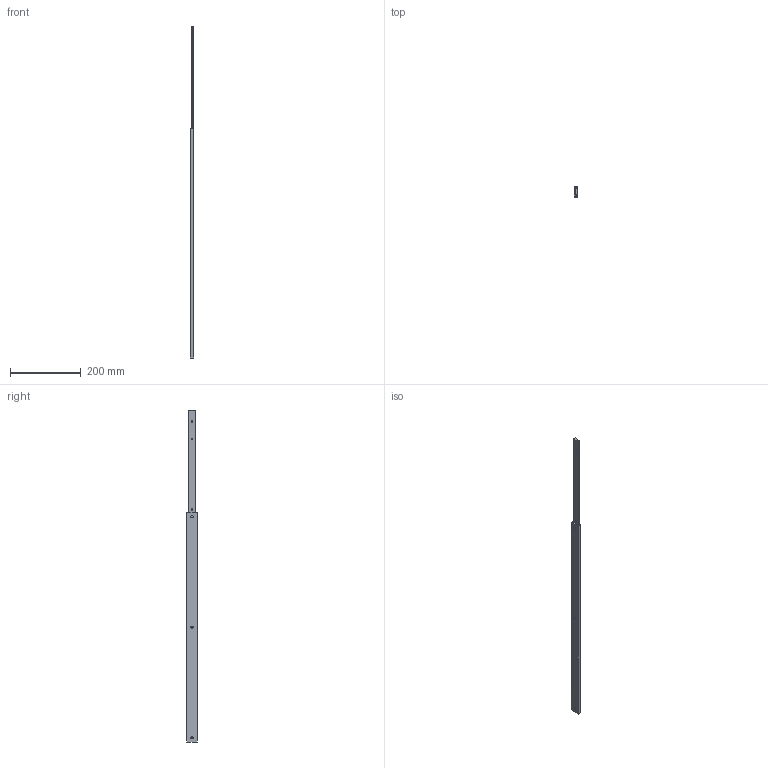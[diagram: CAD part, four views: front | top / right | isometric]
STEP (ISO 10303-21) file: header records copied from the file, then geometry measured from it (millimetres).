
FILE_DESCRIPTION (( 'STEP AP214' ), '1' );
FILE_NAME ('ows30-650.STEP', '2021-11-10T08:35:07', ( '' ), ( '' ), 'SwSTEP 2.0', 'SolidWorks 2020', '' );
FILE_SCHEMA (( 'AUTOMOTIVE_DESIGN' ));
Length unit declared in the file: millimetre
Products named in the file (4): Part8^ows30; masko30_650; ows30-650; zensko30_650
Assembly tree (2 placements, depth 2):
  Part8^ows30
  ows30-650
    masko30_650
    zensko30_650
Bounding box: 11 x 30 x 940 mm (x, y, z)
Volume: 161261.2 mm3; surface area: 95848.3 mm2
Topology: 2 solids, 2 shells, 80 faces, 202 edges, 128 vertices
Faces by surface type: plane 38, cylinder 26, cone 12, torus 4
Entity records: 2563 total; most frequent: DIRECTION 452, CARTESIAN_POINT 415, ORIENTED_EDGE 404, EDGE_CURVE 202, AXIS2_PLACEMENT_3D 165, VERTEX_POINT 128, VECTOR 122, LINE 122
